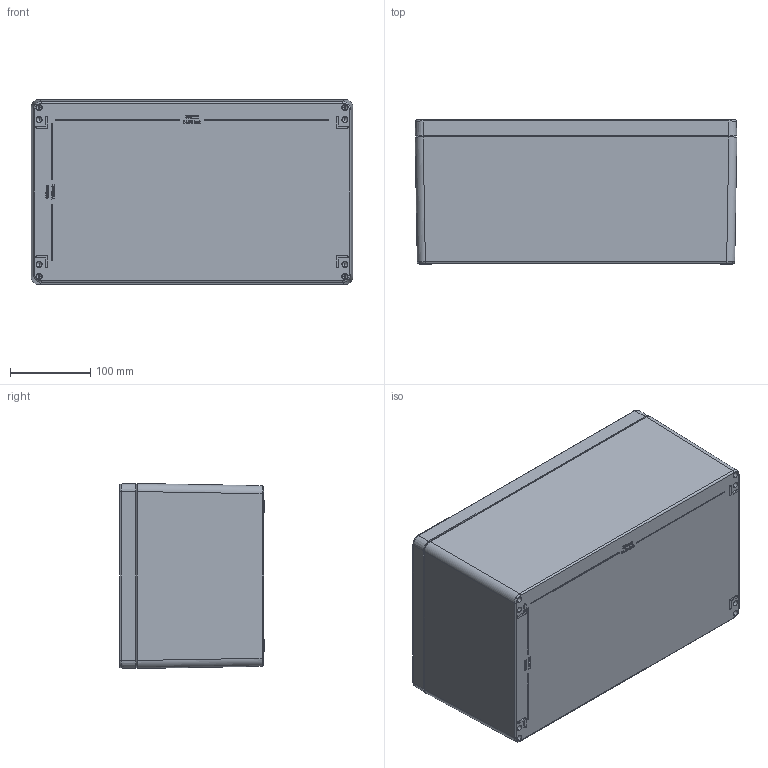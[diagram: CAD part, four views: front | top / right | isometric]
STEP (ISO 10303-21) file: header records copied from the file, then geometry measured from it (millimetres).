
FILE_DESCRIPTION (( 'STEP AP203' ), '1' );
FILE_NAME ('01234018.step', '2022-10-05T08:36:52', ( 'Ifina' ), ( 'Ifina' ), 'SwSTEP 2.0', 'SolidWorks 2020', '' );
FILE_SCHEMA (( 'CONFIG_CONTROL_DESIGN' ));
Length unit declared in the file: millimetre
Products named in the file (5): 02063_Bearbeitung n. Zeichn. (01-2-021510-03-0); 99999_1190_F〉 Deckel 02063; 01234018; 01632_01M-00000016320-01; 93134
Assembly tree (7 placements, depth 2):
  01234018
    01632_01M-00000016320-01
    02063_Bearbeitung n. Zeichn. (01-2-021510-03-0)
    93134  x4
    99999_1190_F〉 Deckel 02063
Bounding box: 400 x 180 x 230 mm (x, y, z)
Volume: 2239819.2 mm3; surface area: 842978.4 mm2
Topology: 7 solids, 7 shells, 1547 faces, 3774 edges, 2360 vertices
Faces by surface type: plane 589, bspline 381, cylinder 269, cone 221, torus 87
Entity records: 69317 total; most frequent: CARTESIAN_POINT 37697, ORIENTED_EDGE 7024, DIRECTION 5389, EDGE_CURVE 3512, VERTEX_POINT 2210, AXIS2_PLACEMENT_3D 1878, VECTOR 1633, LINE 1633
